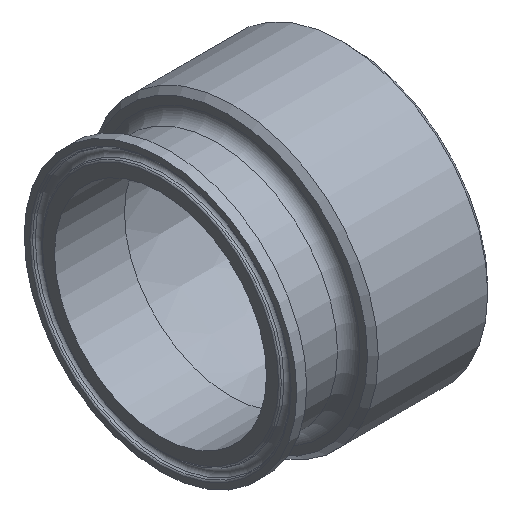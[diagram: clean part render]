
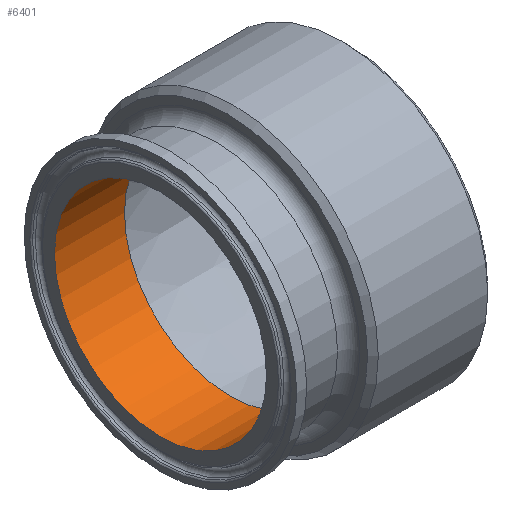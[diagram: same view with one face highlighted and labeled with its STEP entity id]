
A CAD part, isometric view. The second image highlights one B-rep face of the part: STEP entity #6401.
In plain terms, the highlighted cylindrical face has radius 30.099 mm (diameter 60.198 mm), a full revolution.
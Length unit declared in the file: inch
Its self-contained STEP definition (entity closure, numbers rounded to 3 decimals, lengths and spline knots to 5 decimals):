
#96=FACE_BOUND('',#1174,.T.);
#765=FACE_OUTER_BOUND('',#1173,.T.);
#1173=EDGE_LOOP('',(#5981));
#1174=EDGE_LOOP('',(#5982));
#1325=CIRCLE('',#6752,1.185);
#1329=CIRCLE('',#6760,1.185);
#3156=VERTEX_POINT('',#14203);
#3160=VERTEX_POINT('',#14215);
#4098=EDGE_CURVE('',#3156,#3156,#1325,.T.);
#4102=EDGE_CURVE('',#3160,#3160,#1329,.T.);
#5981=ORIENTED_EDGE('',*,*,#4098,.F.);
#5982=ORIENTED_EDGE('',*,*,#4102,.T.);
#6020=CYLINDRICAL_SURFACE('',#6761,1.185);
#6401=ADVANCED_FACE('',(#765,#96),#6020,.F.);
#6752=AXIS2_PLACEMENT_3D('',#14204,#7881,#7882);
#6760=AXIS2_PLACEMENT_3D('',#14216,#7897,#7898);
#6761=AXIS2_PLACEMENT_3D('',#14217,#7899,#7900);
#7881=DIRECTION('center_axis',(1.,0.,0.));
#7882=DIRECTION('ref_axis',(0.,1.,0.));
#7897=DIRECTION('center_axis',(1.,0.,0.));
#7898=DIRECTION('ref_axis',(0.,1.,0.));
#7899=DIRECTION('center_axis',(1.,0.,0.));
#7900=DIRECTION('ref_axis',(0.,1.,0.));
#14203=CARTESIAN_POINT('',(0.,1.185,0.));
#14204=CARTESIAN_POINT('Origin',(0.,0.,
0.));
#14215=CARTESIAN_POINT('',(0.78212,1.185,0.));
#14216=CARTESIAN_POINT('Origin',(0.78212,0.,
0.));
#14217=CARTESIAN_POINT('Origin',(0.39106,0.,
0.));
